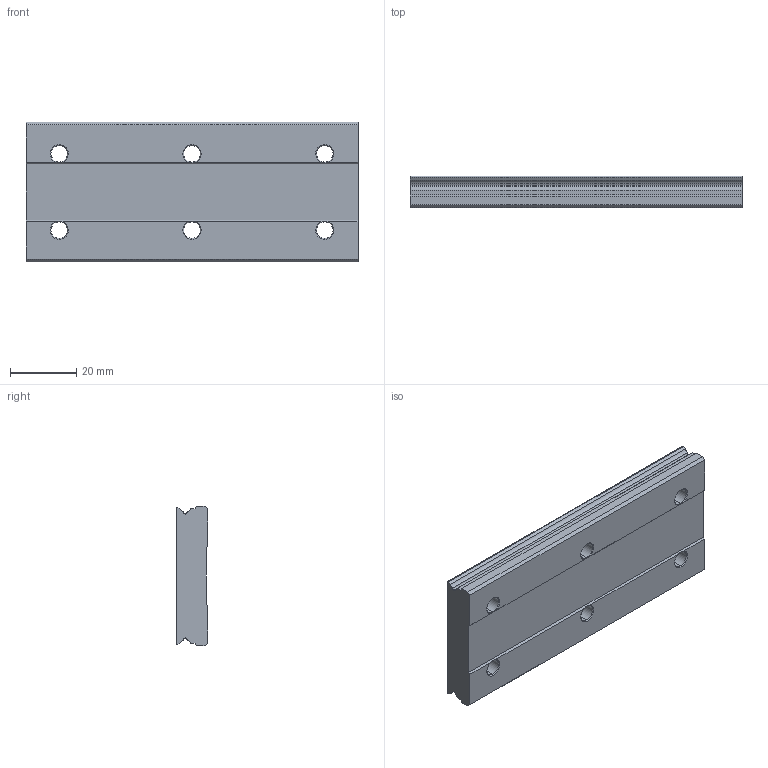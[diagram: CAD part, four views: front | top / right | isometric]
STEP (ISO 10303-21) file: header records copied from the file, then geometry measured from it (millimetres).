
FILE_DESCRIPTION (( 'STEP AP203' ), '1' );
FILE_NAME ('15WN-rail-U.STEP', '2013-07-16T06:26:47', ( 'CMU02' ), ( '' ), 'SwSTEP 2.0', 'SolidWorks 2010', '' );
FILE_SCHEMA (( 'CONFIG_CONTROL_DESIGN' ));
Length unit declared in the file: millimetre
Products named in the file (1): 15WN-rail-U
Bounding box: 100 x 9.5 x 42 mm (x, y, z)
Volume: 36436.2 mm3; surface area: 11978.1 mm2
Topology: 1 solids, 1 shells, 64 faces, 180 edges, 112 vertices
Faces by surface type: cone 24, cylinder 22, plane 18
Entity records: 2185 total; most frequent: CARTESIAN_POINT 405, DIRECTION 366, ORIENTED_EDGE 360, EDGE_CURVE 180, AXIS2_PLACEMENT_3D 133, VERTEX_POINT 112, LINE 100, VECTOR 100
